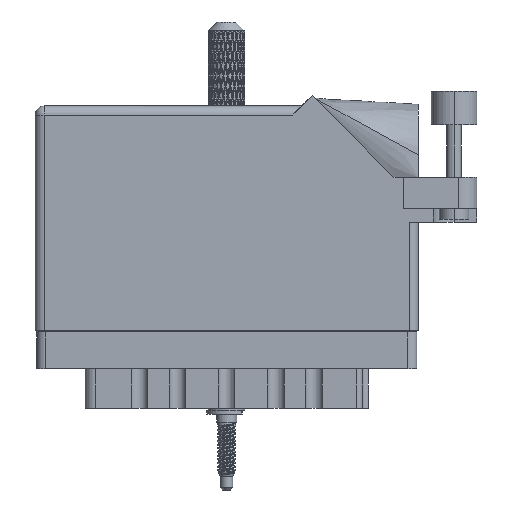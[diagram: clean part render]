
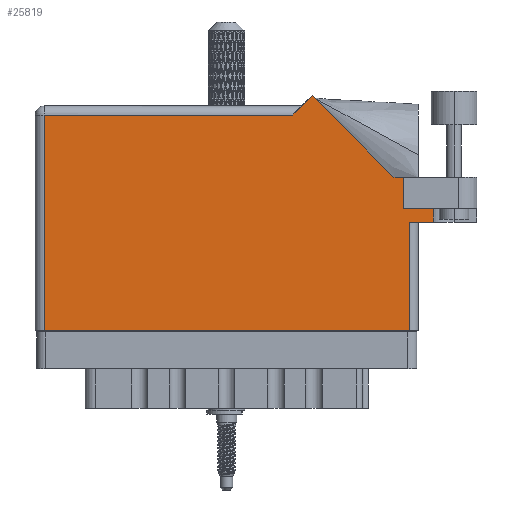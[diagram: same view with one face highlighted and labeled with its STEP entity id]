
A CAD part, front view. The second image highlights one B-rep face of the part: STEP entity #25819.
In plain terms, the highlighted face is planar.
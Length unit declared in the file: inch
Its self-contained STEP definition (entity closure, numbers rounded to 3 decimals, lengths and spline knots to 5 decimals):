
#2250 = ORIENTED_EDGE ( 'NONE', *, *, #24928, .T. ) ;
#2968 = CARTESIAN_POINT ( 'NONE',  ( 2.44642, 1.044, 0. ) ) ;
#4999 = LINE ( 'NONE', #92163, #88694 ) ;
#7163 = VERTEX_POINT ( 'NONE', #81635 ) ;
#8438 = CARTESIAN_POINT ( 'NONE',  ( 0., 1.468, 0. ) ) ;
#8744 = CARTESIAN_POINT ( 'NONE',  ( 1.757, 1.468, 0. ) ) ;
#9482 = LINE ( 'NONE', #21079, #80186 ) ;
#10123 = DIRECTION ( 'NONE',  ( 1., 0., 0. ) ) ;
#11973 = VERTEX_POINT ( 'NONE', #75100 ) ;
#12474 = CARTESIAN_POINT ( 'NONE',  ( 0., 1.53, 0. ) ) ;
#12678 = CARTESIAN_POINT ( 'NONE',  ( 3.012, 1.044, 0. ) ) ;
#14460 = EDGE_LOOP ( 'NONE', ( #58324, #37096, #76823, #59922, #97411, #104391, #35843, #19816, #48519, #2250, #89299 ) ) ;
#18111 = VECTOR ( 'NONE', #44736, 39.37008 ) ;
#18453 = VECTOR ( 'NONE', #10123, 39.37008 ) ;
#19816 = ORIENTED_EDGE ( 'NONE', *, *, #57917, .T. ) ;
#20659 = DIRECTION ( 'NONE',  ( -0.707, 0.707, 0. ) ) ;
#21079 = CARTESIAN_POINT ( 'NONE',  ( 2.55, 0.737, 0. ) ) ;
#21488 = VERTEX_POINT ( 'NONE', #2968 ) ;
#24254 = VECTOR ( 'NONE', #69834, 39.37008 ) ;
#24928 = EDGE_CURVE ( 'NONE', #101855, #46520, #75891, .T. ) ;
#25216 = EDGE_CURVE ( 'NONE', #11973, #63959, #115119, .T. ) ;
#25819 = ADVANCED_FACE ( 'NONE', ( #91805 ), #30154, .F. ) ;
#25829 = VERTEX_POINT ( 'NONE', #77000 ) ;
#28330 = CARTESIAN_POINT ( 'NONE',  ( 2.512, 0.831, 0. ) ) ;
#30154 = PLANE ( 'NONE',  #96862 ) ;
#30911 = VECTOR ( 'NONE', #53373, 39.37008 ) ;
#31836 = CARTESIAN_POINT ( 'NONE',  ( 2.7135, 0.737, 0. ) ) ;
#32144 = EDGE_CURVE ( 'NONE', #49216, #57290, #43090, .T. ) ;
#34768 = CARTESIAN_POINT ( 'NONE',  ( 2.512, 0.831, 0. ) ) ;
#35843 = ORIENTED_EDGE ( 'NONE', *, *, #36635, .T. ) ;
#36635 = EDGE_CURVE ( 'NONE', #7163, #21488, #77201, .T. ) ;
#37096 = ORIENTED_EDGE ( 'NONE', *, *, #90515, .T. ) ;
#38254 = CARTESIAN_POINT ( 'NONE',  ( 2.612, 0.737, 0. ) ) ;
#40910 = DIRECTION ( 'NONE',  ( -1., 0., 0. ) ) ;
#42040 = CARTESIAN_POINT ( 'NONE',  ( 0., 0., 0. ) ) ;
#43090 = LINE ( 'NONE', #42040, #24254 ) ;
#44736 = DIRECTION ( 'NONE',  ( -1., 0., 0. ) ) ;
#45622 = CARTESIAN_POINT ( 'NONE',  ( 2.512, 0.831, 0. ) ) ;
#46116 = VECTOR ( 'NONE', #20659, 39.37008 ) ;
#46520 = VERTEX_POINT ( 'NONE', #50838 ) ;
#47955 = DIRECTION ( 'NONE',  ( 1., 0., 0. ) ) ;
#48240 = VECTOR ( 'NONE', #114148, 39.37008 ) ;
#48519 = ORIENTED_EDGE ( 'NONE', *, *, #109606, .T. ) ;
#49216 = VERTEX_POINT ( 'NONE', #62019 ) ;
#50838 = CARTESIAN_POINT ( 'NONE',  ( 0.062, 1.468, 0. ) ) ;
#51152 = LINE ( 'NONE', #64415, #48240 ) ;
#51278 = CARTESIAN_POINT ( 'NONE',  ( 1.88971, 1.60071, 0. ) ) ;
#53373 = DIRECTION ( 'NONE',  ( 0., 1., 0. ) ) ;
#55617 = VERTEX_POINT ( 'NONE', #28330 ) ;
#57290 = VERTEX_POINT ( 'NONE', #118932 ) ;
#57830 = CARTESIAN_POINT ( 'NONE',  ( 2.44642, 1.044, 0. ) ) ;
#57917 = EDGE_CURVE ( 'NONE', #21488, #59615, #100928, .T. ) ;
#58324 = ORIENTED_EDGE ( 'NONE', *, *, #32144, .T. ) ;
#59615 = VERTEX_POINT ( 'NONE', #51278 ) ;
#59676 = DIRECTION ( 'NONE',  ( -1., 0., 0. ) ) ;
#59922 = ORIENTED_EDGE ( 'NONE', *, *, #25216, .F. ) ;
#62019 = CARTESIAN_POINT ( 'NONE',  ( 0.062, 0., 0. ) ) ;
#63959 = VERTEX_POINT ( 'NONE', #31836 ) ;
#64415 = CARTESIAN_POINT ( 'NONE',  ( 0.062, 0., 0. ) ) ;
#65114 = EDGE_CURVE ( 'NONE', #25829, #63959, #105033, .T. ) ;
#68521 = VECTOR ( 'NONE', #40910, 39.37008 ) ;
#69834 = DIRECTION ( 'NONE',  ( 1., 0., 0. ) ) ;
#73963 = CARTESIAN_POINT ( 'NONE',  ( 2.7135, 1.16177, 0. ) ) ;
#75100 = CARTESIAN_POINT ( 'NONE',  ( 2.7135, 0.831, 0. ) ) ;
#75891 = LINE ( 'NONE', #8438, #18111 ) ;
#76823 = ORIENTED_EDGE ( 'NONE', *, *, #65114, .T. ) ;
#77000 = CARTESIAN_POINT ( 'NONE',  ( 2.55, 0.737, 0. ) ) ;
#77201 = LINE ( 'NONE', #12678, #68521 ) ;
#78665 = EDGE_CURVE ( 'NONE', #55617, #11973, #92143, .T. ) ;
#80186 = VECTOR ( 'NONE', #115279, 39.37008 ) ;
#81635 = CARTESIAN_POINT ( 'NONE',  ( 2.512, 1.044, 0. ) ) ;
#81676 = DIRECTION ( 'NONE',  ( -0.707, -0.707, 0. ) ) ;
#84468 = LINE ( 'NONE', #34768, #30911 ) ;
#88694 = VECTOR ( 'NONE', #81676, 39.37008 ) ;
#89299 = ORIENTED_EDGE ( 'NONE', *, *, #117679, .T. ) ;
#90515 = EDGE_CURVE ( 'NONE', #57290, #25829, #9482, .T. ) ;
#90586 = EDGE_CURVE ( 'NONE', #55617, #7163, #84468, .T. ) ;
#91805 = FACE_OUTER_BOUND ( 'NONE', #14460, .T. ) ;
#92143 = LINE ( 'NONE', #45622, #18453 ) ;
#92163 = CARTESIAN_POINT ( 'NONE',  ( 1.819, 1.53, 0. ) ) ;
#96862 = AXIS2_PLACEMENT_3D ( 'NONE', #12474, #104545, #59676 ) ;
#97411 = ORIENTED_EDGE ( 'NONE', *, *, #78665, .F. ) ;
#100928 = LINE ( 'NONE', #57830, #46116 ) ;
#101855 = VERTEX_POINT ( 'NONE', #8744 ) ;
#104391 = ORIENTED_EDGE ( 'NONE', *, *, #90586, .T. ) ;
#104545 = DIRECTION ( 'NONE',  ( 0., 0., -1. ) ) ;
#104967 = VECTOR ( 'NONE', #111636, 39.37008 ) ;
#105033 = LINE ( 'NONE', #38254, #116686 ) ;
#109606 = EDGE_CURVE ( 'NONE', #59615, #101855, #4999, .T. ) ;
#111636 = DIRECTION ( 'NONE',  ( 0., -1., 0. ) ) ;
#114148 = DIRECTION ( 'NONE',  ( 0., -1., 0. ) ) ;
#115119 = LINE ( 'NONE', #73963, #104967 ) ;
#115279 = DIRECTION ( 'NONE',  ( 0., 1., 0. ) ) ;
#116686 = VECTOR ( 'NONE', #47955, 39.37008 ) ;
#117679 = EDGE_CURVE ( 'NONE', #46520, #49216, #51152, .T. ) ;
#118932 = CARTESIAN_POINT ( 'NONE',  ( 2.55, 0., 0. ) ) ;
